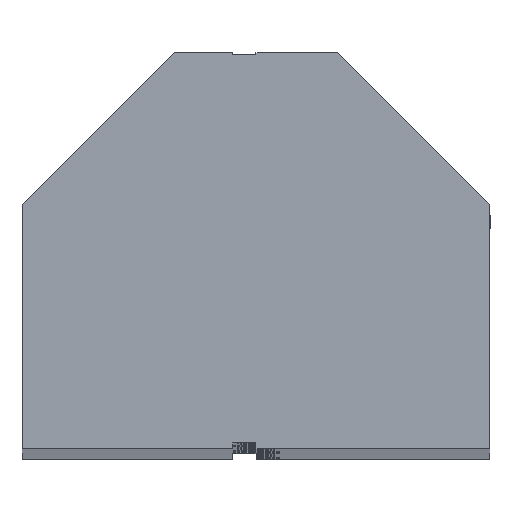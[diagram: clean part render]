
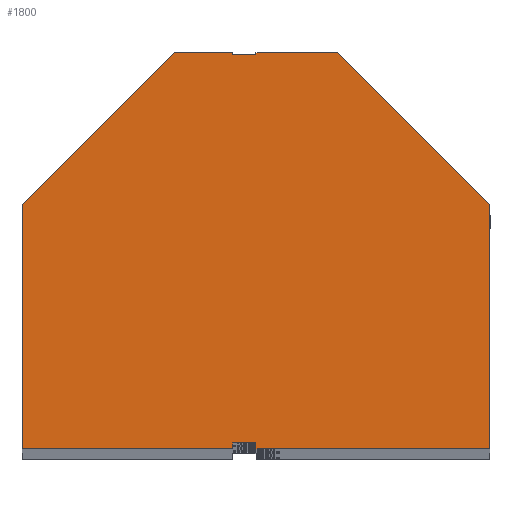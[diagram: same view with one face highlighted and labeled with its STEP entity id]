
A CAD part, top view. The second image highlights one B-rep face of the part: STEP entity #1800.
In plain terms, the highlighted planar face has unit normal (0, 0, 1).
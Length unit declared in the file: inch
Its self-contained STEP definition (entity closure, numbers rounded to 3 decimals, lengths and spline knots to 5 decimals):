
#1 = ORIENTED_EDGE ( 'NONE', *, *, #2588, .F. ) ;
#2 = ORIENTED_EDGE ( 'NONE', *, *, #2561, .T. ) ;
#5 = ORIENTED_EDGE ( 'NONE', *, *, #2563, .T. ) ;
#6 = ORIENTED_EDGE ( 'NONE', *, *, #2590, .T. ) ;
#7 = ORIENTED_EDGE ( 'NONE', *, *, #2591, .T. ) ;
#8 = ORIENTED_EDGE ( 'NONE', *, *, #2589, .F. ) ;
#12 = ORIENTED_EDGE ( 'NONE', *, *, #2587, .T. ) ;
#13 = ORIENTED_EDGE ( 'NONE', *, *, #2586, .T. ) ;
#14 = ORIENTED_EDGE ( 'NONE', *, *, #2585, .T. ) ;
#37 = VERTEX_POINT ( 'NONE', #3463 ) ;
#40 = VERTEX_POINT ( 'NONE', #3475 ) ;
#58 = VERTEX_POINT ( 'NONE', #3474 ) ;
#59 = VERTEX_POINT ( 'NONE', #3386 ) ;
#84 = VERTEX_POINT ( 'NONE', #3400 ) ;
#88 = VERTEX_POINT ( 'NONE', #3469 ) ;
#89 = VERTEX_POINT ( 'NONE', #3401 ) ;
#115 = VERTEX_POINT ( 'NONE', #3473 ) ;
#130 = VERTEX_POINT ( 'NONE', #3425 ) ;
#131 = VERTEX_POINT ( 'NONE', #3430 ) ;
#132 = VERTEX_POINT ( 'NONE', #3429 ) ;
#137 = ORIENTED_EDGE ( 'NONE', *, *, #2593, .F. ) ;
#138 = ORIENTED_EDGE ( 'NONE', *, *, #2592, .F. ) ;
#139 = ORIENTED_EDGE ( 'NONE', *, *, #2582, .T. ) ;
#140 = ORIENTED_EDGE ( 'NONE', *, *, #2575, .T. ) ;
#267 = VERTEX_POINT ( 'NONE', #3387 ) ;
#338 = VERTEX_POINT ( 'NONE', #1936 ) ;
#377 = VERTEX_POINT ( 'NONE', #1928 ) ;
#393 = ORIENTED_EDGE ( 'NONE', *, *, #3290, .T. ) ;
#430 = EDGE_LOOP ( 'NONE', ( #13, #393, #14, #12, #2, #1, #8, #6, #5, #7, #140, #139, #138, #137 ) ) ;
#978 = DIRECTION ( 'NONE',  ( -1., 0., 0. ) ) ;
#981 = CARTESIAN_POINT ( 'NONE',  ( 2., 0.05, 52. ) ) ;
#982 = DIRECTION ( 'NONE',  ( 0., -1., 0. ) ) ;
#984 = CARTESIAN_POINT ( 'NONE',  ( 1.8, 0.05, 52. ) ) ;
#985 = DIRECTION ( 'NONE',  ( -0.707, -0.707, 0. ) ) ;
#987 = CARTESIAN_POINT ( 'NONE',  ( -1.043, 1.043, 52. ) ) ;
#989 = DIRECTION ( 'NONE',  ( 0., 1., 0. ) ) ;
#990 = DIRECTION ( 'NONE',  ( 1., 0., 0. ) ) ;
#993 = CARTESIAN_POINT ( 'NONE',  ( 2., 3.366, 52. ) ) ;
#995 = DIRECTION ( 'NONE',  ( 0., 1., 0. ) ) ;
#998 = CARTESIAN_POINT ( 'NONE',  ( 2., 3.366, 52. ) ) ;
#999 = DIRECTION ( 'NONE',  ( -0.707, 0.707, 0. ) ) ;
#1000 = CARTESIAN_POINT ( 'NONE',  ( 3.043, 3.043, 52. ) ) ;
#1002 = DIRECTION ( 'NONE',  ( 0., -1., 0. ) ) ;
#1003 = CARTESIAN_POINT ( 'NONE',  ( 2., 0.05, 52. ) ) ;
#1004 = DIRECTION ( 'NONE',  ( 0., 1., 0. ) ) ;
#1006 = CARTESIAN_POINT ( 'NONE',  ( 4., 3.386, 52. ) ) ;
#1015 = DIRECTION ( 'NONE',  ( 1., 0., 0. ) ) ;
#1022 = CARTESIAN_POINT ( 'NONE',  ( 1.8, 3.366, 52. ) ) ;
#1032 = CARTESIAN_POINT ( 'NONE',  ( 0., 0., 52. ) ) ;
#1034 = DIRECTION ( 'NONE',  ( 0., -1., 0. ) ) ;
#1035 = CARTESIAN_POINT ( 'NONE',  ( 0., 3.386, 52. ) ) ;
#1071 = DIRECTION ( 'NONE',  ( -1., 0., 0. ) ) ;
#1073 = CARTESIAN_POINT ( 'NONE',  ( 0., 3.386, 52. ) ) ;
#1078 = DIRECTION ( 'NONE',  ( -1., 0., 0. ) ) ;
#1086 = CARTESIAN_POINT ( 'NONE',  ( 0., 3.386, 52. ) ) ;
#1329 = VECTOR ( 'NONE', #1704, 39.37008 ) ;
#1338 = LINE ( 'NONE', #1697, #1329 ) ;
#1697 = CARTESIAN_POINT ( 'NONE',  ( 0., 0., 52. ) ) ;
#1704 = DIRECTION ( 'NONE',  ( 1., 0., 0. ) ) ;
#1800 = ADVANCED_FACE ( 'NONE', ( #3850 ), #2276, .T. ) ;
#1928 = CARTESIAN_POINT ( 'NONE',  ( 2., 0., 52. ) ) ;
#1936 = CARTESIAN_POINT ( 'NONE',  ( 4., 0., 52. ) ) ;
#2260 = DIRECTION ( 'NONE',  ( 1., 0., 0. ) ) ;
#2261 = DIRECTION ( 'NONE',  ( 0., 0., 1. ) ) ;
#2276 = PLANE ( 'NONE',  #3251 ) ;
#2284 = CARTESIAN_POINT ( 'NONE',  ( 0., 0., 52. ) ) ;
#2561 = EDGE_CURVE ( 'NONE', #84, #115, #3606, .T. ) ;
#2563 = EDGE_CURVE ( 'NONE', #89, #132, #3601, .T. ) ;
#2575 = EDGE_CURVE ( 'NONE', #58, #37, #3577, .T. ) ;
#2582 = EDGE_CURVE ( 'NONE', #37, #59, #3569, .T. ) ;
#2585 = EDGE_CURVE ( 'NONE', #338, #130, #3559, .T. ) ;
#2586 = EDGE_CURVE ( 'NONE', #88, #377, #3557, .T. ) ;
#2587 = EDGE_CURVE ( 'NONE', #130, #84, #3555, .T. ) ;
#2588 = EDGE_CURVE ( 'NONE', #40, #115, #3553, .T. ) ;
#2589 = EDGE_CURVE ( 'NONE', #267, #40, #3551, .T. ) ;
#2590 = EDGE_CURVE ( 'NONE', #267, #89, #3565, .T. ) ;
#2591 = EDGE_CURVE ( 'NONE', #132, #58, #3547, .T. ) ;
#2592 = EDGE_CURVE ( 'NONE', #131, #59, #3545, .T. ) ;
#2593 = EDGE_CURVE ( 'NONE', #88, #131, #3543, .T. ) ;
#3251 = AXIS2_PLACEMENT_3D ( 'NONE', #2284, #2261, #2260 ) ;
#3290 = EDGE_CURVE ( 'NONE', #377, #338, #1338, .T. ) ;
#3386 = CARTESIAN_POINT ( 'NONE',  ( 1.8, 0., 52. ) ) ;
#3387 = CARTESIAN_POINT ( 'NONE',  ( 1.8, 3.366, 52. ) ) ;
#3400 = CARTESIAN_POINT ( 'NONE',  ( 2.7, 3.386, 52. ) ) ;
#3401 = CARTESIAN_POINT ( 'NONE',  ( 1.8, 3.386, 52. ) ) ;
#3425 = CARTESIAN_POINT ( 'NONE',  ( 4., 2.086, 52. ) ) ;
#3429 = CARTESIAN_POINT ( 'NONE',  ( 1.3, 3.386, 52. ) ) ;
#3430 = CARTESIAN_POINT ( 'NONE',  ( 1.8, 0.05, 52. ) ) ;
#3463 = CARTESIAN_POINT ( 'NONE',  ( 0., 0., 52. ) ) ;
#3469 = CARTESIAN_POINT ( 'NONE',  ( 2., 0.05, 52. ) ) ;
#3473 = CARTESIAN_POINT ( 'NONE',  ( 2., 3.386, 52. ) ) ;
#3474 = CARTESIAN_POINT ( 'NONE',  ( 0., 2.086, 52. ) ) ;
#3475 = CARTESIAN_POINT ( 'NONE',  ( 2., 3.366, 52. ) ) ;
#3540 = VECTOR ( 'NONE', #978, 39.37008 ) ;
#3542 = VECTOR ( 'NONE', #982, 39.37008 ) ;
#3543 = LINE ( 'NONE', #981, #3540 ) ;
#3544 = VECTOR ( 'NONE', #985, 39.37008 ) ;
#3545 = LINE ( 'NONE', #984, #3542 ) ;
#3546 = VECTOR ( 'NONE', #989, 39.37008 ) ;
#3547 = LINE ( 'NONE', #987, #3544 ) ;
#3548 = VECTOR ( 'NONE', #990, 39.37008 ) ;
#3550 = VECTOR ( 'NONE', #995, 39.37008 ) ;
#3551 = LINE ( 'NONE', #993, #3548 ) ;
#3552 = VECTOR ( 'NONE', #999, 39.37008 ) ;
#3553 = LINE ( 'NONE', #998, #3550 ) ;
#3554 = VECTOR ( 'NONE', #1002, 39.37008 ) ;
#3555 = LINE ( 'NONE', #1000, #3552 ) ;
#3556 = VECTOR ( 'NONE', #1004, 39.37008 ) ;
#3557 = LINE ( 'NONE', #1003, #3554 ) ;
#3559 = LINE ( 'NONE', #1006, #3556 ) ;
#3562 = VECTOR ( 'NONE', #1015, 39.37008 ) ;
#3565 = LINE ( 'NONE', #1022, #3546 ) ;
#3569 = LINE ( 'NONE', #1032, #3562 ) ;
#3574 = VECTOR ( 'NONE', #1034, 39.37008 ) ;
#3577 = LINE ( 'NONE', #1035, #3574 ) ;
#3598 = VECTOR ( 'NONE', #1071, 39.37008 ) ;
#3601 = LINE ( 'NONE', #1073, #3598 ) ;
#3602 = VECTOR ( 'NONE', #1078, 39.37008 ) ;
#3606 = LINE ( 'NONE', #1086, #3602 ) ;
#3850 = FACE_OUTER_BOUND ( 'NONE', #430, .T. ) ;
